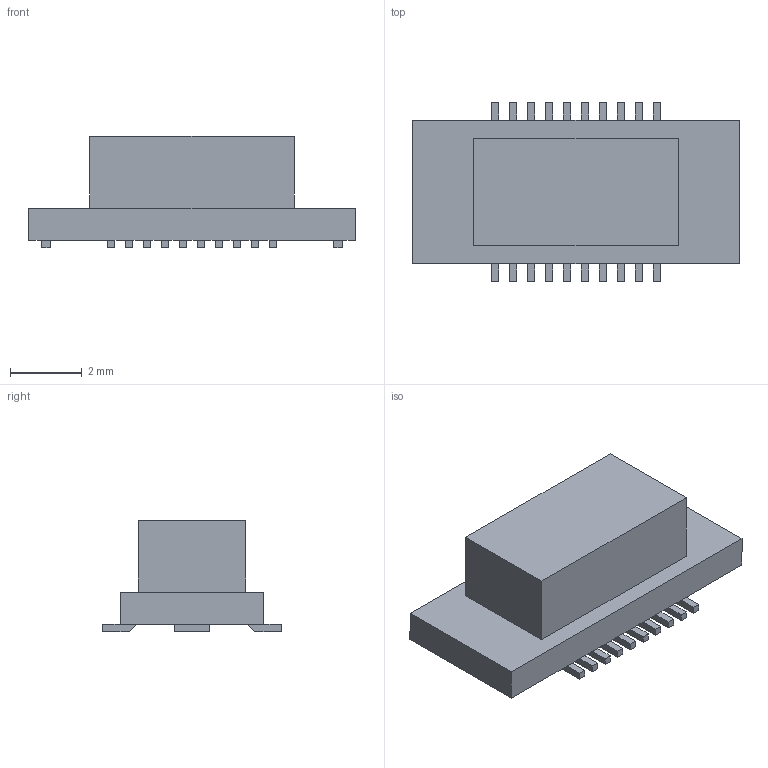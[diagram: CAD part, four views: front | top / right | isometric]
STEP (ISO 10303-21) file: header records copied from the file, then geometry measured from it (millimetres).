
FILE_DESCRIPTION (( 'STEP AP203' ), '1' );
FILE_NAME ('20R-JMDSS-G-1-TF(S).STEP', '2010-06-22T09:24:11', ( '' ), ( '' ), 'SwSTEP 2.0', 'SolidWorks 2005235', '' );
FILE_SCHEMA (( 'CONFIG_CONTROL_DESIGN' ));
Length unit declared in the file: millimetre
Products named in the file (1): 20R-JMDSS-G-1-TF(S)
Bounding box: 9.1 x 5 x 3.1 mm (x, y, z)
Volume: 67.7 mm3; surface area: 144.1 mm2
Topology: 1 solids, 1 shells, 141 faces, 368 edges, 232 vertices
Faces by surface type: plane 141
Entity records: 4259 total; most frequent: CARTESIAN_POINT 742, ORIENTED_EDGE 736, DIRECTION 652, EDGE_CURVE 368, VECTOR 368, LINE 368, VERTEX_POINT 232, EDGE_LOOP 144
